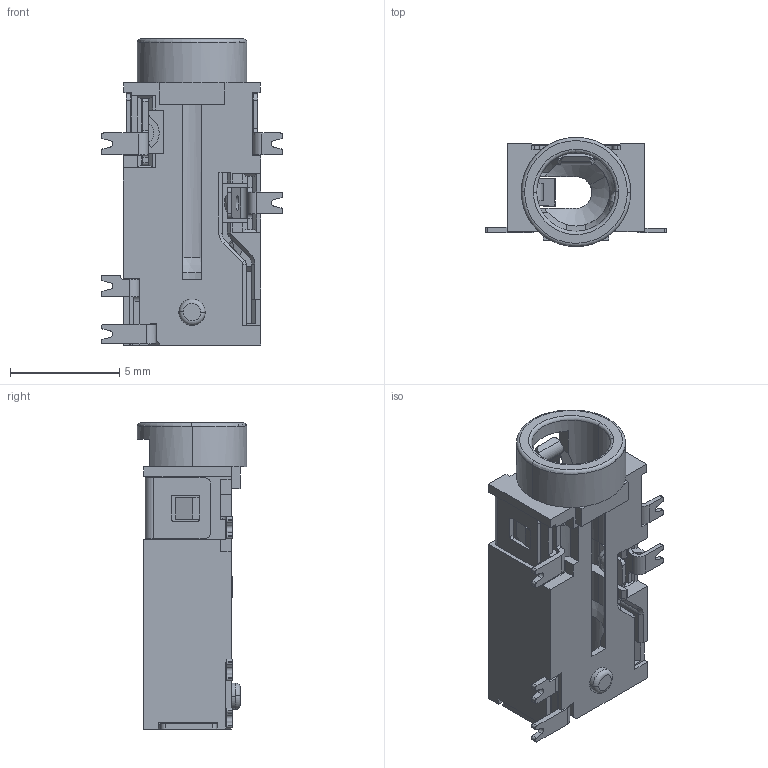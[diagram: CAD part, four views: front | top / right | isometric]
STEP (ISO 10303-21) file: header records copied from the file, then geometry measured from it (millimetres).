
FILE_DESCRIPTION (( 'STEP AP214' ), '1' );
FILE_NAME ('CUI_DEVICES_SJ2-35954B-SMT-TR.step', '2023-06-23T15:34:38', ( '' ), ( '' ), 'SwSTEP 2.0', 'SolidWorks 2023', '' );
FILE_SCHEMA (( 'AUTOMOTIVE_DESIGN' ));
Length unit declared in the file: millimetre
Products named in the file (1): CUI_DEVICES_SJ2-35954B-SMT-TR
Bounding box: 8.3 x 5 x 14 mm (x, y, z)
Volume: 176.8 mm3; surface area: 727.6 mm2
Topology: 1 solids, 1 shells, 600 faces, 1742 edges, 1121 vertices
Faces by surface type: plane 407, cylinder 161, bspline 13, torus 10, cone 9
Entity records: 20266 total; most frequent: CARTESIAN_POINT 4225, ORIENTED_EDGE 3480, DIRECTION 3228, EDGE_CURVE 1740, LINE 1310, VECTOR 1310, VERTEX_POINT 1121, AXIS2_PLACEMENT_3D 959
